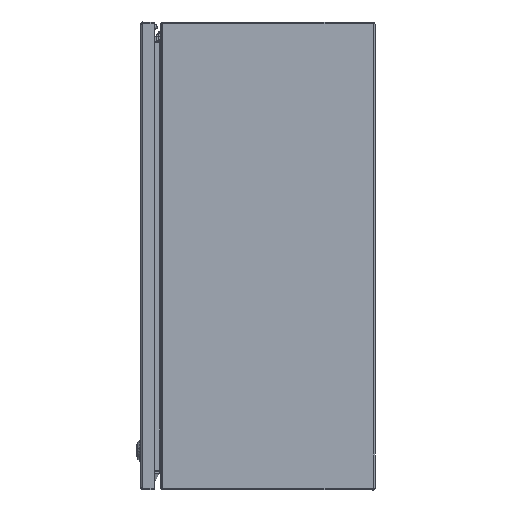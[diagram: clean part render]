
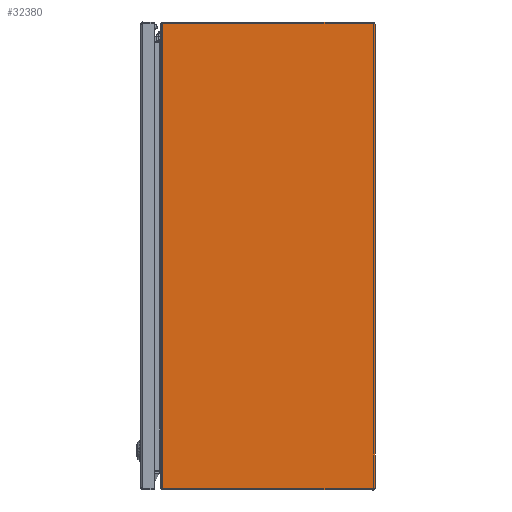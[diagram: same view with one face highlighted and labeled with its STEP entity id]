
A CAD part, left-side view. The second image highlights one B-rep face of the part: STEP entity #32380.
In plain terms, the highlighted planar face has unit normal (-1, 0, 0).
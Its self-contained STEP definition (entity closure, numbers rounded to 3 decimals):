
#2872=PLANE('',#35664);
#4762=FACE_OUTER_BOUND('',#7252,.T.);
#7252=EDGE_LOOP('',(#27997,#27998,#27999,#28000,#28001,#28002,#28003,#28004));
#9309=LINE('',#56609,#11391);
#9317=LINE('',#56630,#11399);
#9319=LINE('',#56634,#11401);
#9321=LINE('',#56637,#11403);
#9322=LINE('',#56640,#11404);
#9323=LINE('',#56641,#11405);
#11391=VECTOR('',#44169,270.);
#11399=VECTOR('',#44187,270.);
#11401=VECTOR('',#44191,1.57);
#11403=VECTOR('',#44195,594.999);
#11404=VECTOR('',#44198,1.57);
#11405=VECTOR('',#44199,596.859);
#12696=CIRCLE('',#35654,2.5);
#12699=CIRCLE('',#35660,2.5);
#15436=VERTEX_POINT('',#56596);
#15437=VERTEX_POINT('',#56597);
#15441=VERTEX_POINT('',#56607);
#15447=VERTEX_POINT('',#56623);
#15448=VERTEX_POINT('',#56624);
#15449=VERTEX_POINT('',#56629);
#15450=VERTEX_POINT('',#56633);
#15451=VERTEX_POINT('',#56639);
#19613=EDGE_CURVE('',#15436,#15437,#12696,.T.);
#19619=EDGE_CURVE('',#15441,#15436,#9309,.T.);
#19626=EDGE_CURVE('',#15447,#15448,#12699,.T.);
#19629=EDGE_CURVE('',#15448,#15449,#9317,.T.);
#19631=EDGE_CURVE('',#15449,#15450,#9319,.T.);
#19633=EDGE_CURVE('',#15437,#15447,#9321,.T.);
#19634=EDGE_CURVE('',#15451,#15441,#9322,.T.);
#19635=EDGE_CURVE('',#15451,#15450,#9323,.T.);
#27997=ORIENTED_EDGE('',*,*,#19613,.F.);
#27998=ORIENTED_EDGE('',*,*,#19619,.F.);
#27999=ORIENTED_EDGE('',*,*,#19634,.F.);
#28000=ORIENTED_EDGE('',*,*,#19635,.T.);
#28001=ORIENTED_EDGE('',*,*,#19631,.F.);
#28002=ORIENTED_EDGE('',*,*,#19629,.F.);
#28003=ORIENTED_EDGE('',*,*,#19626,.F.);
#28004=ORIENTED_EDGE('',*,*,#19633,.F.);
#32380=ADVANCED_FACE('',(#4762),#2872,.T.);
#35654=AXIS2_PLACEMENT_3D('',#56598,#44159,#44160);
#35660=AXIS2_PLACEMENT_3D('',#56625,#44181,#44182);
#35664=AXIS2_PLACEMENT_3D('',#56638,#44196,#44197);
#44159=DIRECTION('center_axis',(1.,0.,0.));
#44160=DIRECTION('ref_axis',(0.,-0.707,0.707));
#44169=DIRECTION('',(0.,-1.,0.));
#44181=DIRECTION('center_axis',(1.,0.,0.));
#44182=DIRECTION('ref_axis',(0.,-0.707,-0.707));
#44187=DIRECTION('',(0.,1.,0.));
#44191=DIRECTION('',(0.,0.,1.));
#44195=DIRECTION('',(0.,0.,-1.));
#44196=DIRECTION('center_axis',(-1.,0.,0.));
#44197=DIRECTION('ref_axis',(0.,0.,1.));
#44198=DIRECTION('',(0.,0.,1.));
#44199=DIRECTION('',(0.,0.,-1.));
#56596=CARTESIAN_POINT('',(-700.,2.5,299.999));
#56597=CARTESIAN_POINT('',(-700.,0.,297.499));
#56598=CARTESIAN_POINT('Origin',(-700.,2.5,297.499));
#56607=CARTESIAN_POINT('',(-700.,272.5,299.999));
#56609=CARTESIAN_POINT('',(-700.,272.5,299.999));
#56623=CARTESIAN_POINT('',(-700.,0.,-297.499));
#56624=CARTESIAN_POINT('',(-700.,2.5,-299.999));
#56625=CARTESIAN_POINT('Origin',(-700.,2.5,-297.499));
#56629=CARTESIAN_POINT('',(-700.,272.5,-299.999));
#56630=CARTESIAN_POINT('',(-700.,0.,-299.999));
#56633=CARTESIAN_POINT('',(-700.,272.5,-298.429));
#56634=CARTESIAN_POINT('',(-700.,272.5,-298.429));
#56637=CARTESIAN_POINT('',(-700.,0.,298.429));
#56638=CARTESIAN_POINT('Origin',(-700.,136.25,-299.214));
#56639=CARTESIAN_POINT('',(-700.,272.5,298.429));
#56640=CARTESIAN_POINT('',(-700.,272.5,298.429));
#56641=CARTESIAN_POINT('',(-700.,272.5,149.215));
